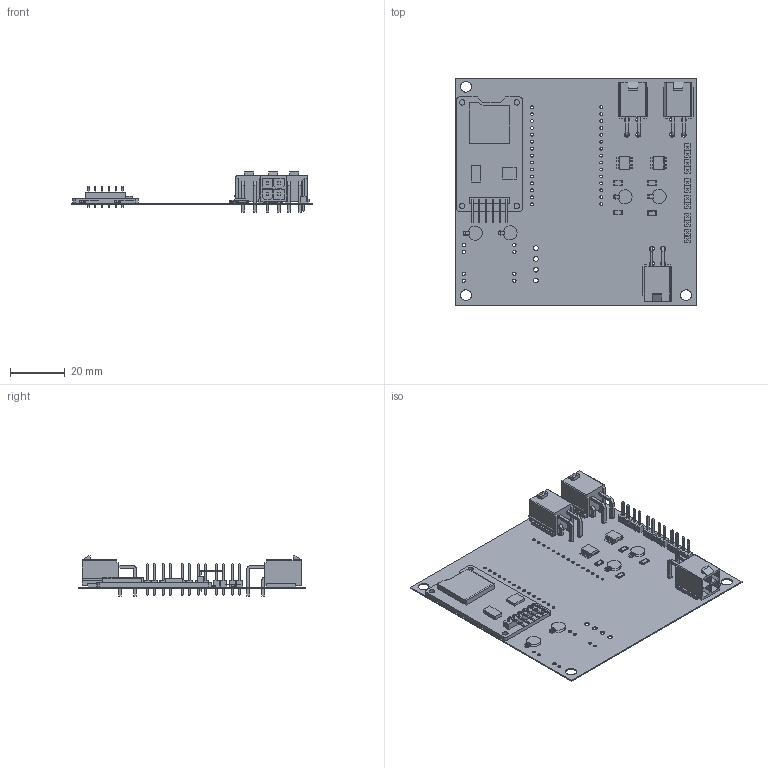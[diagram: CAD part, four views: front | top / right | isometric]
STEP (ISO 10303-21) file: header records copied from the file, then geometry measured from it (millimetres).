
FILE_DESCRIPTION(('Open CASCADE Model'),'2;1');
FILE_NAME('Open CASCADE Shape Model','2024-02-05T20:04:31',('Author'),( 'Open CASCADE'),'Open CASCADE STEP processor 7.5','Open CASCADE 7.5' ,'Unknown');
FILE_SCHEMA(('AUTOMOTIVE_DESIGN { 1 0 10303 214 1 1 1 1 }'));
Length unit declared in the file: millimetre
Products named in the file (1): PCB
Bounding box: 88.65 x 83.57 x 14.7 mm (x, y, z)
Volume: 5718.3 mm3; surface area: 24847.9 mm2
Topology: 63 solids, 385 shells, 1676 faces, 4872 edges, 3664 vertices
Faces by surface type: plane 1226, cylinder 374, sphere 76
Full cylindrical faces by diameter (mm): 1.02 x30, 1.2 x26, 1.75 x4, 1.8 x12, 4 x3
Entity records: 57805 total; most frequent: CARTESIAN_POINT 10629, DIRECTION 9082, ORIENTED_EDGE 8036, EDGE_CURVE 4776, LINE 3728, VECTOR 3728, VERTEX_POINT 3584, AXIS2_PLACEMENT_3D 2677
